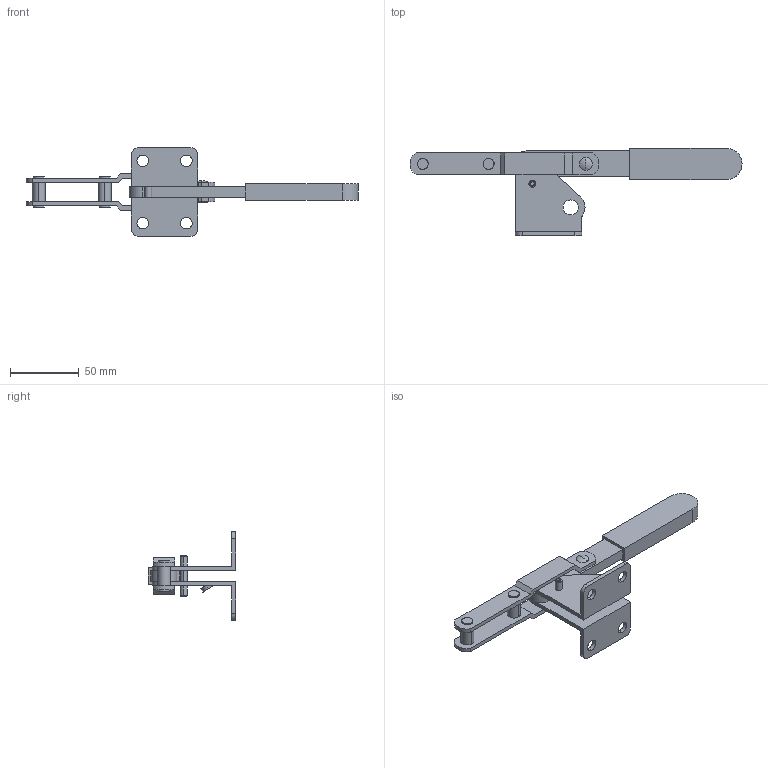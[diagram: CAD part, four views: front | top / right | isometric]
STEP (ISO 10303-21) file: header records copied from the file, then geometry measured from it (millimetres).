
FILE_DESCRIPTION (( 'STEP AP214' ), '1' );
FILE_NAME ('GH-43311(Â²¤Æ).STEP', '2020-07-10T07:13:21', ( 'LinWei' ), ( '' ), 'SwSTEP 2.0', 'SolidWorks 2016', '' );
FILE_SCHEMA (( 'AUTOMOTIVE_DESIGN' ));
Length unit declared in the file: millimetre
Products named in the file (4): 14331101-1^GH-43311(簡化); Group3^GH-43311(簡化); Group2^GH-43311(簡化); GH-43311(簡化)
Assembly tree (3 placements, depth 2):
  GH-43311(簡化)
    Group2^GH-43311(簡化)
    Group3^GH-43311(簡化)
    14331101-1^GH-43311(簡化)
Bounding box: 242.2 x 63.9 x 64.4 mm (x, y, z)
Volume: 70840.2 mm3; surface area: 38331.4 mm2
Topology: 3 solids, 3 shells, 155 faces, 386 edges, 255 vertices
Faces by surface type: plane 70, cylinder 62, torus 12, cone 7, sphere 4
Entity records: 5405 total; most frequent: DIRECTION 871, CARTESIAN_POINT 826, ORIENTED_EDGE 772, EDGE_CURVE 386, AXIS2_PLACEMENT_3D 332, VERTEX_POINT 255, VECTOR 207, LINE 207
